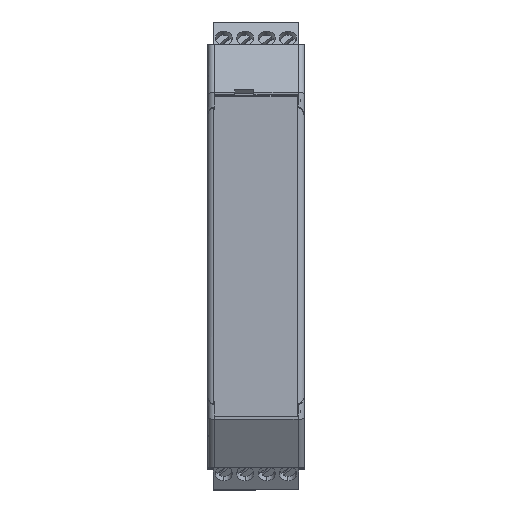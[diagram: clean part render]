
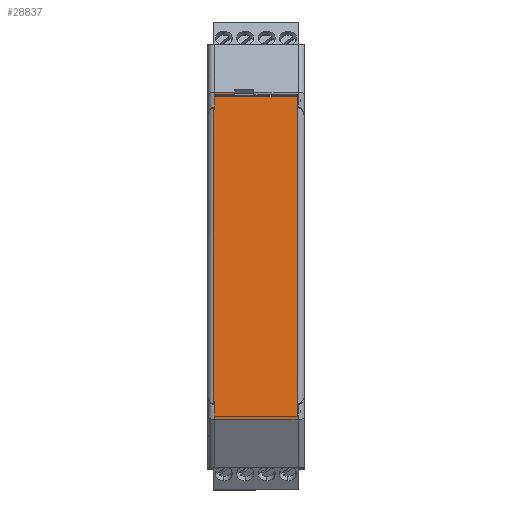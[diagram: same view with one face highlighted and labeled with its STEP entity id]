
A CAD part, top view. The second image highlights one B-rep face of the part: STEP entity #28837.
In plain terms, the highlighted planar face has unit normal (0, 0.001, 1).
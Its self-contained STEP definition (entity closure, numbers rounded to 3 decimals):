
#2610=DIRECTION('',(1.,0.,0.));
#2611=VECTOR('',#2610,0.1);
#2612=CARTESIAN_POINT('',(-1.55,14.752,113.699));
#2613=LINE('',#2612,#2611);
#2718=DIRECTION('',(0.,1.,-0.001));
#2719=VECTOR('',#2718,2.9);
#2720=CARTESIAN_POINT('',(-1.55,11.852,113.703));
#2721=LINE('',#2720,#2719);
#2789=DIRECTION('',(-1.,0.,0.));
#2790=VECTOR('',#2789,0.15);
#2791=CARTESIAN_POINT('',(-1.5,14.902,113.699));
#2792=LINE('',#2791,#2790);
#2890=DIRECTION('',(-1.,0.,0.));
#2891=VECTOR('',#2890,19.3);
#2892=CARTESIAN_POINT('',(-1.65,12.002,113.703));
#2893=LINE('',#2892,#2891);
#2894=DIRECTION('',(1.,0.,0.));
#2895=VECTOR('',#2894,19.4);
#2896=CARTESIAN_POINT('',(-20.95,11.852,113.703));
#2897=LINE('',#2896,#2895);
#2898=DIRECTION('',(-1.,0.,0.));
#2899=VECTOR('',#2898,19.6);
#2900=CARTESIAN_POINT('',(-1.45,11.302,113.704));
#2901=LINE('',#2900,#2899);
#2902=DIRECTION('',(0.,-1.,0.001));
#2903=VECTOR('',#2902,0.15);
#2904=CARTESIAN_POINT('',(-20.95,84.252,113.602));
#2905=LINE('',#2904,#2903);
#2906=DIRECTION('',(-1.,0.,0.));
#2907=VECTOR('',#2906,4.8);
#2908=CARTESIAN_POINT('',(-16.25,87.702,113.597));
#2909=LINE('',#2908,#2907);
#2910=DIRECTION('',(0.,1.,-0.001));
#2911=VECTOR('',#2910,0.55);
#2912=CARTESIAN_POINT('',(-16.25,87.152,113.598));
#2913=LINE('',#2912,#2911);
#2914=DIRECTION('',(1.,0.,0.));
#2915=VECTOR('',#2914,4.7);
#2916=CARTESIAN_POINT('',(-20.95,87.152,113.598));
#2917=LINE('',#2916,#2915);
#2918=DIRECTION('',(0.,1.,-0.001));
#2919=VECTOR('',#2918,0.45);
#2920=CARTESIAN_POINT('',(-20.95,86.702,113.599));
#2921=LINE('',#2920,#2919);
#2922=DIRECTION('',(0.,1.,-0.001));
#2923=VECTOR('',#2922,2.6);
#2924=CARTESIAN_POINT('',(-1.65,84.102,113.602));
#2925=LINE('',#2924,#2923);
#2926=DIRECTION('',(0.,1.,-0.001));
#2927=VECTOR('',#2926,2.9);
#2928=CARTESIAN_POINT('',(-1.65,12.002,113.703));
#2929=LINE('',#2928,#2927);
#2930=DIRECTION('',(0.,1.,-0.001));
#2931=VECTOR('',#2930,0.15);
#2932=CARTESIAN_POINT('',(-20.95,11.852,113.703));
#2933=LINE('',#2932,#2931);
#4195=DIRECTION('',(0.,1.,-0.001));
#4196=VECTOR('',#4195,3.45);
#4197=CARTESIAN_POINT('',(-21.05,84.252,113.602));
#4198=LINE('',#4197,#4196);
#4227=DIRECTION('',(-1.,0.,0.));
#4228=VECTOR('',#4227,0.1);
#4229=CARTESIAN_POINT('',(-20.95,84.252,113.602));
#4230=LINE('',#4229,#4228);
#4283=DIRECTION('',(1.,0.,0.));
#4284=VECTOR('',#4283,0.1);
#4285=CARTESIAN_POINT('',(-21.05,14.752,113.699));
#4286=LINE('',#4285,#4284);
#4315=DIRECTION('',(0.,1.,-0.001));
#4316=VECTOR('',#4315,0.15);
#4317=CARTESIAN_POINT('',(-20.95,14.752,113.699));
#4318=LINE('',#4317,#4316);
#4372=DIRECTION('',(-1.,0.,0.));
#4373=VECTOR('',#4372,0.15);
#4374=CARTESIAN_POINT('',(-20.95,14.902,113.699));
#4375=LINE('',#4374,#4373);
#4468=DIRECTION('',(1.,0.,0.));
#4469=VECTOR('',#4468,0.15);
#4470=CARTESIAN_POINT('',(-21.1,84.102,113.602));
#4471=LINE('',#4470,#4469);
#4476=DIRECTION('',(0.,1.,-0.001));
#4477=VECTOR('',#4476,69.2);
#4478=CARTESIAN_POINT('',(-21.1,14.902,113.699));
#4479=LINE('',#4478,#4477);
#4572=CARTESIAN_POINT('',(-21.05,14.752,113.699));
#4588=DIRECTION('',(0.,1.,-0.001));
#4589=VECTOR('',#4588,3.45);
#4590=CARTESIAN_POINT('',(-21.05,11.302,113.704));
#4591=LINE('',#4590,#4589);
#11162=CARTESIAN_POINT('',(-1.45,14.752,
113.699));
#11168=DIRECTION('',(0.,-1.,0.001));
#11169=VECTOR('',#11168,3.45);
#11170=CARTESIAN_POINT('',(-1.45,14.752,
113.699));
#11171=LINE('',#11170,#11169);
#11428=DIRECTION('',(1.,0.,0.));
#11429=VECTOR('',#11428,19.3);
#11430=CARTESIAN_POINT('',(-20.95,86.702,
113.599));
#11431=LINE('',#11430,#11429);
#11436=DIRECTION('',(1.,0.,0.));
#11437=VECTOR('',#11436,0.15);
#11438=CARTESIAN_POINT('',(-1.65,84.102,
113.602));
#11439=LINE('',#11438,#11437);
#11488=DIRECTION('',(0.,-1.,0.001));
#11489=VECTOR('',#11488,69.2);
#11490=CARTESIAN_POINT('',(-1.5,84.102,
113.602));
#11491=LINE('',#11490,#11489);
#19369=CARTESIAN_POINT('',(-20.95,14.902,
113.699));
#19370=VERTEX_POINT('',#19369);
#19371=CARTESIAN_POINT('',(-21.1,14.902,
113.699));
#19372=VERTEX_POINT('',#19371);
#19400=CARTESIAN_POINT('',(-20.95,84.102,
113.602));
#19401=VERTEX_POINT('',#19400);
#19405=CARTESIAN_POINT('',(-1.65,86.702,
113.599));
#19407=VERTEX_POINT('',#19405);
#19408=CARTESIAN_POINT('',(-21.1,84.102,
113.602));
#19409=VERTEX_POINT('',#19408);
#19415=CARTESIAN_POINT('',(-1.65,12.002,
113.703));
#19416=CARTESIAN_POINT('',(-1.65,14.902,
113.699));
#19417=VERTEX_POINT('',#19415);
#19418=VERTEX_POINT('',#19416);
#19419=CARTESIAN_POINT('',(-1.5,14.902,
113.699));
#19420=VERTEX_POINT('',#19419);
#19421=CARTESIAN_POINT('',(-1.5,84.102,
113.602));
#19422=VERTEX_POINT('',#19421);
#19423=CARTESIAN_POINT('',(-1.65,84.102,
113.602));
#19424=VERTEX_POINT('',#19423);
#20536=VERTEX_POINT('',#11162);
#20537=CARTESIAN_POINT('',(-1.45,11.302,
113.704));
#20538=VERTEX_POINT('',#20537);
#20650=CARTESIAN_POINT('',(-1.55,14.752,
113.699));
#20651=VERTEX_POINT('',#20650);
#20692=CARTESIAN_POINT('',(-1.55,11.852,
113.703));
#20693=VERTEX_POINT('',#20692);
#21330=CARTESIAN_POINT('',(-21.05,11.302,
113.704));
#21331=VERTEX_POINT('',#21330);
#21445=CARTESIAN_POINT('',(-21.05,87.702,
113.597));
#21446=VERTEX_POINT('',#21445);
#21447=CARTESIAN_POINT('',(-16.25,87.702,
113.597));
#21448=VERTEX_POINT('',#21447);
#21619=CARTESIAN_POINT('',(-20.95,11.852,
113.703));
#21621=VERTEX_POINT('',#21619);
#21633=CARTESIAN_POINT('',(-21.05,84.252,
113.602));
#21634=VERTEX_POINT('',#21633);
#21635=CARTESIAN_POINT('',(-20.95,87.152,
113.598));
#21636=CARTESIAN_POINT('',(-16.25,87.152,
113.598));
#21637=VERTEX_POINT('',#21635);
#21638=VERTEX_POINT('',#21636);
#21650=VERTEX_POINT('',#4572);
#21954=CARTESIAN_POINT('',(-20.95,84.252,
113.602));
#21955=VERTEX_POINT('',#21954);
#21963=CARTESIAN_POINT('',(-20.95,86.702,
113.599));
#21965=VERTEX_POINT('',#21963);
#21967=CARTESIAN_POINT('',(-20.95,14.752,
113.699));
#21969=VERTEX_POINT('',#21967);
#21970=CARTESIAN_POINT('',(-20.95,12.002,
113.703));
#21971=VERTEX_POINT('',#21970);
#28784=CARTESIAN_POINT('',(-3.028,86.702,
113.599));
#28785=DIRECTION('',(0.,0.001,1.));
#28786=DIRECTION('',(0.,-1.,0.001));
#28787=AXIS2_PLACEMENT_3D('',#28784,#28785,#28786);
#28788=PLANE('',#28787);
#28790=ORIENTED_EDGE('',*,*,#28789,.T.);
#28791=ORIENTED_EDGE('',*,*,#28410,.T.);
#28792=ORIENTED_EDGE('',*,*,#28241,.T.);
#28794=ORIENTED_EDGE('',*,*,#28793,.T.);
#28796=ORIENTED_EDGE('',*,*,#28795,.T.);
#28798=ORIENTED_EDGE('',*,*,#28797,.T.);
#28800=ORIENTED_EDGE('',*,*,#28799,.T.);
#28802=ORIENTED_EDGE('',*,*,#28801,.T.);
#28804=ORIENTED_EDGE('',*,*,#28803,.T.);
#28806=ORIENTED_EDGE('',*,*,#28805,.T.);
#28808=ORIENTED_EDGE('',*,*,#28807,.T.);
#28810=ORIENTED_EDGE('',*,*,#28809,.F.);
#28812=ORIENTED_EDGE('',*,*,#28811,.T.);
#28814=ORIENTED_EDGE('',*,*,#28813,.T.);
#28816=ORIENTED_EDGE('',*,*,#28815,.F.);
#28818=ORIENTED_EDGE('',*,*,#28817,.F.);
#28820=ORIENTED_EDGE('',*,*,#28819,.F.);
#28821=ORIENTED_EDGE('',*,*,#28708,.F.);
#28823=ORIENTED_EDGE('',*,*,#28822,.T.);
#28825=ORIENTED_EDGE('',*,*,#28824,.F.);
#28827=ORIENTED_EDGE('',*,*,#28826,.T.);
#28829=ORIENTED_EDGE('',*,*,#28828,.T.);
#28830=ORIENTED_EDGE('',*,*,#28551,.T.);
#28832=ORIENTED_EDGE('',*,*,#28831,.F.);
#28833=ORIENTED_EDGE('',*,*,#28766,.T.);
#28834=ORIENTED_EDGE('',*,*,#28724,.F.);
#28835=EDGE_LOOP('',(#28790,#28791,#28792,#28794,#28796,#28798,#28800,#28802,
#28804,#28806,#28808,#28810,#28812,#28814,#28816,#28818,#28820,#28821,#28823,
#28825,#28827,#28829,#28830,#28832,#28833,#28834));
#28836=FACE_OUTER_BOUND('',#28835,.F.);
#28837=ADVANCED_FACE('',(#28836),#28788,.T.);
#28241=EDGE_CURVE('',#20651,#20536,#2613,.T.);
#28410=EDGE_CURVE('',#20693,#20651,#2721,.T.);
#28551=EDGE_CURVE('',#19420,#19418,#2792,.T.);
#28708=EDGE_CURVE('',#21965,#21637,#2921,.T.);
#28724=EDGE_CURVE('',#21621,#21971,#2933,.T.);
#28766=EDGE_CURVE('',#19417,#21971,#2893,.T.);
#28789=EDGE_CURVE('',#21621,#20693,#2897,.T.);
#28793=EDGE_CURVE('',#20536,#20538,#11171,.T.);
#28795=EDGE_CURVE('',#20538,#21331,#2901,.T.);
#28797=EDGE_CURVE('',#21331,#21650,#4591,.T.);
#28799=EDGE_CURVE('',#21650,#21969,#4286,.T.);
#28801=EDGE_CURVE('',#21969,#19370,#4318,.T.);
#28803=EDGE_CURVE('',#19370,#19372,#4375,.T.);
#28805=EDGE_CURVE('',#19372,#19409,#4479,.T.);
#28807=EDGE_CURVE('',#19409,#19401,#4471,.T.);
#28809=EDGE_CURVE('',#21955,#19401,#2905,.T.);
#28811=EDGE_CURVE('',#21955,#21634,#4230,.T.);
#28813=EDGE_CURVE('',#21634,#21446,#4198,.T.);
#28815=EDGE_CURVE('',#21448,#21446,#2909,.T.);
#28817=EDGE_CURVE('',#21638,#21448,#2913,.T.);
#28819=EDGE_CURVE('',#21637,#21638,#2917,.T.);
#28822=EDGE_CURVE('',#21965,#19407,#11431,.T.);
#28824=EDGE_CURVE('',#19424,#19407,#2925,.T.);
#28826=EDGE_CURVE('',#19424,#19422,#11439,.T.);
#28828=EDGE_CURVE('',#19422,#19420,#11491,.T.);
#28831=EDGE_CURVE('',#19417,#19418,#2929,.T.);
